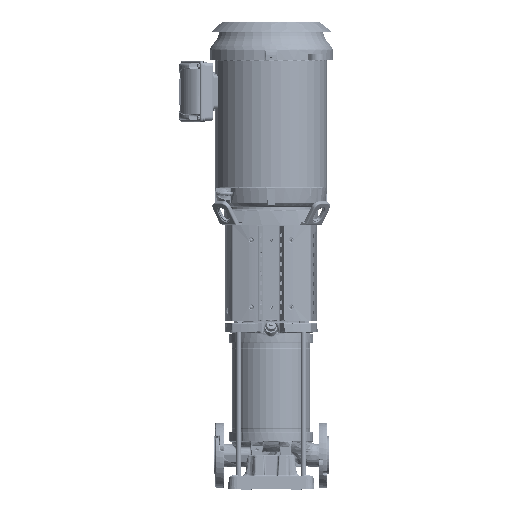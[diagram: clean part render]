
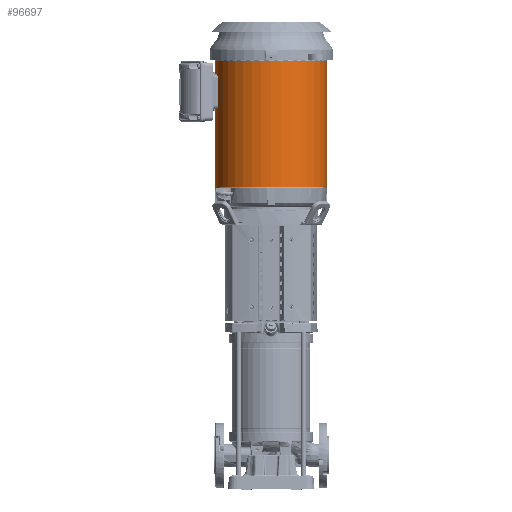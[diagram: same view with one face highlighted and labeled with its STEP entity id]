
A CAD part, top view. The second image highlights one B-rep face of the part: STEP entity #96697.
In plain terms, the highlighted cylindrical face has radius 146.3 mm (diameter 292.6 mm), a full revolution.
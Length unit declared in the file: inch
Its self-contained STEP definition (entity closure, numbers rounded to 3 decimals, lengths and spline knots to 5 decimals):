
#15046=CIRCLE('',#106009,5.75984);
#15047=CIRCLE('',#106010,5.75984);
#19948=FACE_OUTER_BOUND('',#25274,.T.);
#25274=EDGE_LOOP('',(#89202,#89203,#89204,#89205));
#33698=LINE('',#349220,#38734);
#33699=LINE('',#349223,#38735);
#38734=VECTOR('',#128943,39.37008);
#38735=VECTOR('',#128946,39.37008);
#48461=VERTEX_POINT('',#349216);
#48462=VERTEX_POINT('',#349217);
#48463=VERTEX_POINT('',#349219);
#48464=VERTEX_POINT('',#349221);
#63193=EDGE_CURVE('',#48461,#48462,#15046,.T.);
#63194=EDGE_CURVE('',#48462,#48463,#33698,.T.);
#63195=EDGE_CURVE('',#48463,#48464,#15047,.T.);
#63196=EDGE_CURVE('',#48464,#48461,#33699,.T.);
#89202=ORIENTED_EDGE('',*,*,#63193,.T.);
#89203=ORIENTED_EDGE('',*,*,#63194,.T.);
#89204=ORIENTED_EDGE('',*,*,#63195,.T.);
#89205=ORIENTED_EDGE('',*,*,#63196,.T.);
#91773=CYLINDRICAL_SURFACE('',#106008,5.75984);
#96697=ADVANCED_FACE('',(#19948),#91773,.T.);
#106008=AXIS2_PLACEMENT_3D('',#349215,#128939,#128940);
#106009=AXIS2_PLACEMENT_3D('',#349218,#128941,#128942);
#106010=AXIS2_PLACEMENT_3D('',#349222,#128944,#128945);
#128939=DIRECTION('center_axis',(0.,1.,0.));
#128940=DIRECTION('ref_axis',(0.,0.,
1.));
#128941=DIRECTION('center_axis',(0.,-1.,0.));
#128942=DIRECTION('ref_axis',(-1.,0.,0.));
#128943=DIRECTION('',(0.,-1.,0.));
#128944=DIRECTION('center_axis',(0.,1.,0.));
#128945=DIRECTION('ref_axis',(-1.,0.,0.));
#128946=DIRECTION('',(0.,1.,0.));
#349215=CARTESIAN_POINT('Origin',(0.,-6.75604,
0.));
#349216=CARTESIAN_POINT('',(0.,44.03937,-5.75984));
#349217=CARTESIAN_POINT('',(-0.00101,44.03937,-5.75984));
#349218=CARTESIAN_POINT('Origin',(0.,44.03937,
0.));
#349219=CARTESIAN_POINT('',(-0.00101,31.04724,-5.75984));
#349220=CARTESIAN_POINT('',(-0.00101,-6.75604,-5.75984));
#349221=CARTESIAN_POINT('',(0.,31.04724,-5.75984));
#349222=CARTESIAN_POINT('Origin',(0.,31.04724,
0.));
#349223=CARTESIAN_POINT('',(0.,-6.75604,-5.75984));
